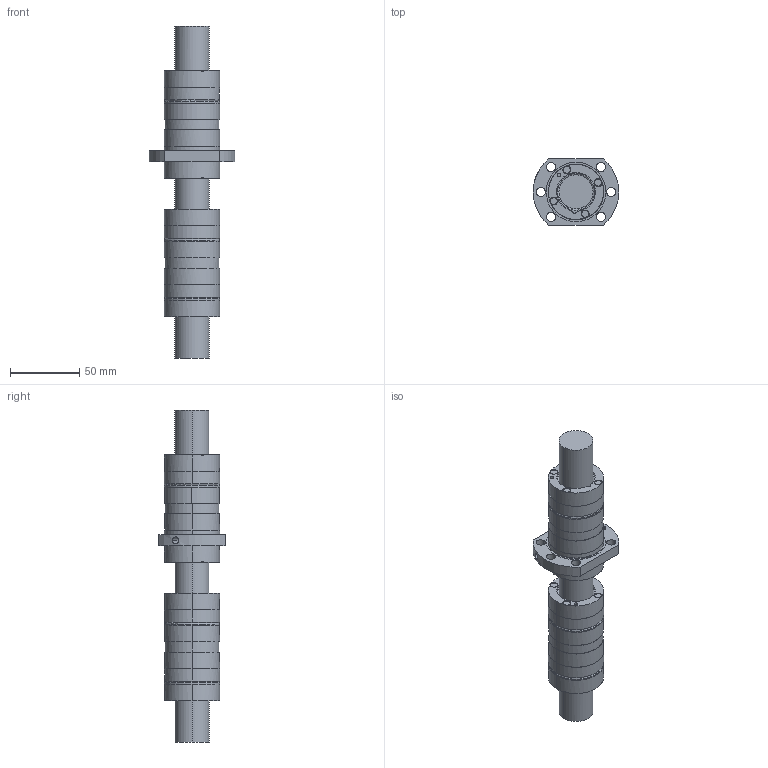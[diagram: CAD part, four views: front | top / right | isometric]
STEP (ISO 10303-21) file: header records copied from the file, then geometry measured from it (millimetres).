
FILE_DESCRIPTION(('Creo Elements/Direct Modeling STEP Export'),'2;1');
FILE_NAME('HSB-KGT-MM-2510RH-2g.stp','2015-05-08T12:18:33',(''),(''),'Creo Elements/Direct Modeling STEP processor for AP214 (Solid Model)','Creo Elements/Direct Modeling 18.1F 24-Jul-2014 (C) Parametric Technology GmbH','');
FILE_SCHEMA(('AUTOMOTIVE_DESIGN { 1 0 10303 214 1 1 1 1 }'));
Length unit declared in the file: millimetre
Products named in the file (3): HSB_KGM-FM-2510RH-1g_23129; HSB_KGM-MM-2510RH-2g_22888; HSB_KGS-2510RH-1g-T7_23876
Bounding box: 61.8 x 48 x 240 mm (x, y, z)
Volume: 240335.1 mm3; surface area: 58778.7 mm2
Topology: 3 solids, 3 shells, 219 faces, 643 edges, 449 vertices
Faces by surface type: cylinder 112, plane 54, cone 48, torus 5
Entity records: 11067 total; most frequent: CARTESIAN_POINT 4027, ORIENTED_EDGE 1278, DIRECTION 940, EDGE_CURVE 639, VERTEX_POINT 449, AXIS2_PLACEMENT_3D 378, EDGE_LOOP 258, COLOUR_RGB 222
